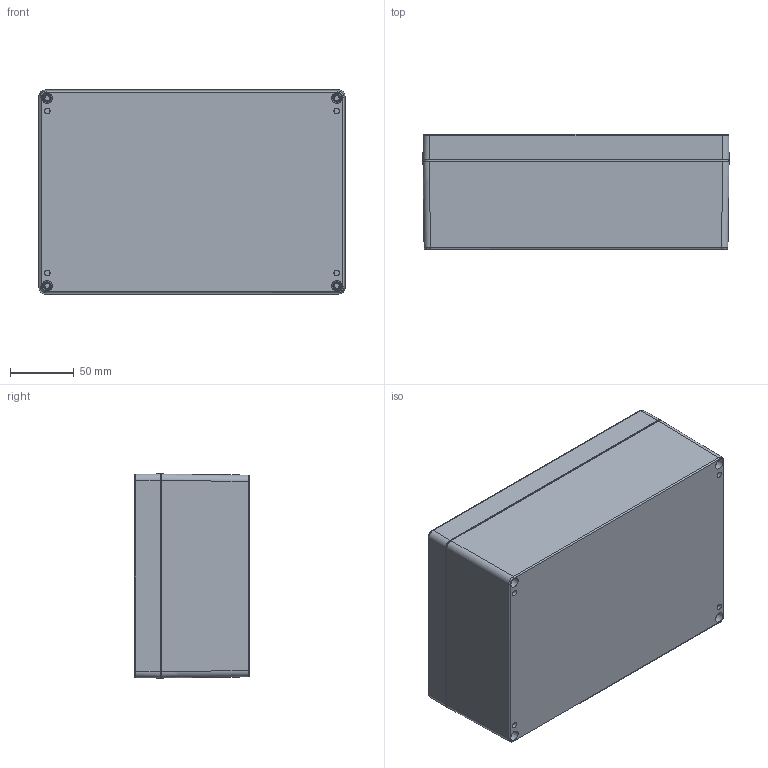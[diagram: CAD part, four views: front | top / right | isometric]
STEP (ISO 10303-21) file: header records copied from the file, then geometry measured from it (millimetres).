
FILE_DESCRIPTION (( 'STEP AP214' ), '1' );
FILE_NAME ('1554V2GY.STEP', '2020-11-07T12:44:01', ( '' ), ( '' ), 'SwSTEP 2.0', 'SolidWorks 2019', '' );
FILE_SCHEMA (( 'AUTOMOTIVE_DESIGN' ));
Length unit declared in the file: inch
Products named in the file (1): 1554V2GY
Bounding box: 240 x 90 x 160 mm (x, y, z)
Volume: 506482.2 mm3; surface area: 324605.9 mm2
Topology: 15 solids, 15 shells, 1354 faces, 3544 edges, 2318 vertices
Faces by surface type: plane 402, bspline 332, cylinder 318, cone 226, torus 68, sphere 8
Full cylindrical faces by diameter (mm): 2 x8, 2.464 x4, 3.251 x4, 3.48 x4, 3.5 x4, 3.81 x12, 3.85 x4, 3.912 x4, 5.334 x4, 5.537 x8, 6.35 x8, 6.9 x4
Entity records: 49413 total; most frequent: CARTESIAN_POINT 18404, ORIENTED_EDGE 6588, DIRECTION 5744, EDGE_CURVE 3294, VERTEX_POINT 2226, AXIS2_PLACEMENT_3D 2107, EDGE_LOOP 1652, VECTOR 1530
